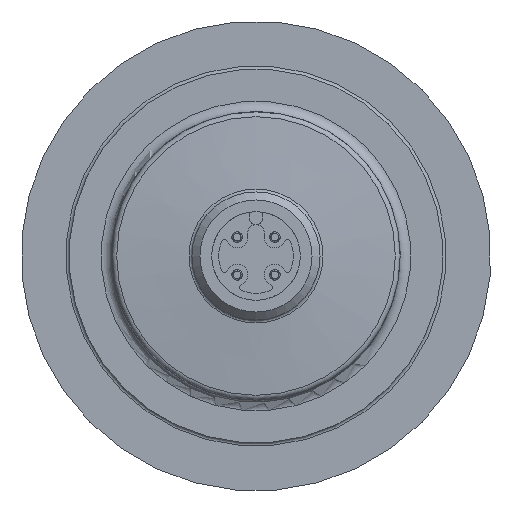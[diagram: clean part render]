
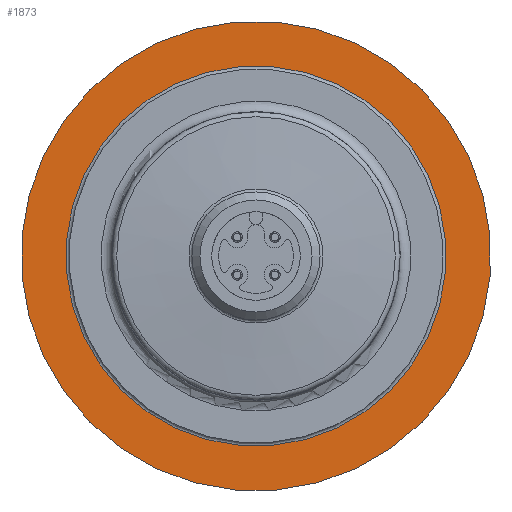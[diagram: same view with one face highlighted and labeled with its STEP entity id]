
A CAD part, front view. The second image highlights one B-rep face of the part: STEP entity #1873.
In plain terms, the highlighted planar face has unit normal (0, -1, 0).
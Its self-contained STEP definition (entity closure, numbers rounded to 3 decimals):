
#47=PLANE('',#2002);
#366=ORIENTED_EDGE('',*,*,#621,.T.);
#367=ORIENTED_EDGE('',*,*,#625,.F.);
#621=EDGE_CURVE('',#766,#766,#862,.T.);
#625=EDGE_CURVE('',#770,#770,#866,.T.);
#766=VERTEX_POINT('',#2707);
#770=VERTEX_POINT('',#2718);
#862=CIRCLE('',#1994,17.8);
#866=CIRCLE('',#2001,22.);
#975=EDGE_LOOP('',(#366));
#976=EDGE_LOOP('',(#367));
#1106=FACE_BOUND('',#975,.T.);
#1107=FACE_BOUND('',#976,.T.);
#1873=ADVANCED_FACE('',(#1106,#1107),#47,.F.);
#1994=AXIS2_PLACEMENT_3D('',#2706,#2281,#2282);
#2001=AXIS2_PLACEMENT_3D('',#2717,#2295,#2296);
#2002=AXIS2_PLACEMENT_3D('',#2719,#2297,#2298);
#2281=DIRECTION('',(0.,1.,0.));
#2282=DIRECTION('',(0.996,0.,-0.087));
#2295=DIRECTION('',(0.,1.,0.));
#2296=DIRECTION('',(0.996,0.,-0.087));
#2297=DIRECTION('',(0.,1.,0.));
#2298=DIRECTION('',(0.996,0.,-0.087));
#2706=CARTESIAN_POINT('',(-0.018,46.2,0.032));
#2707=CARTESIAN_POINT('',(17.714,46.2,-1.519));
#2717=CARTESIAN_POINT('',(-0.018,46.2,0.032));
#2718=CARTESIAN_POINT('',(21.899,46.2,-1.885));
#2719=CARTESIAN_POINT('',(17.416,46.2,-1.493));
